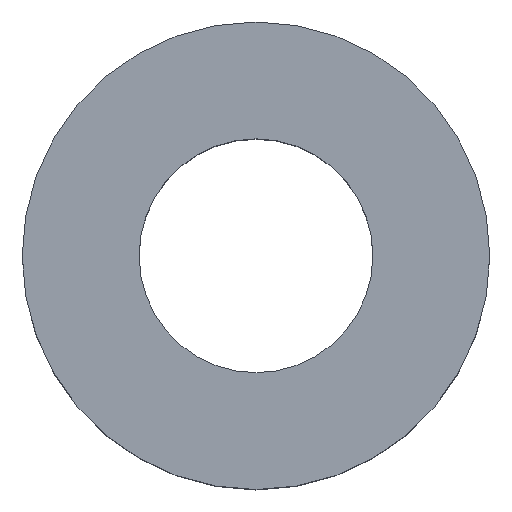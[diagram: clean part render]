
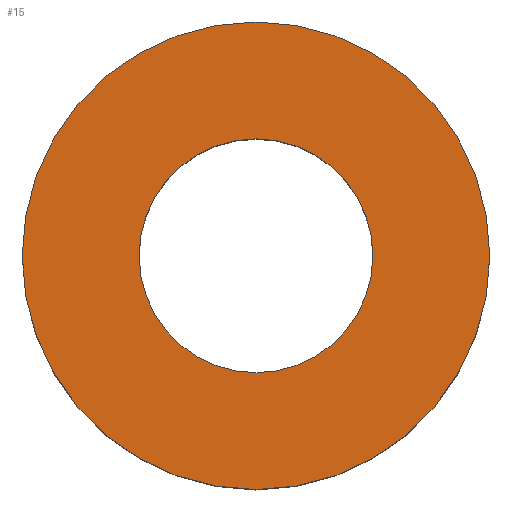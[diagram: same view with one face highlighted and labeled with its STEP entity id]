
A CAD part, top view. The second image highlights one B-rep face of the part: STEP entity #15.
In plain terms, the highlighted planar face has unit normal (0, 0, 1).
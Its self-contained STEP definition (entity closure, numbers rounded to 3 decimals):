
#1 = DIRECTION ( 'NONE',  ( 1., 0., 0. ) ) ;
#15 = ADVANCED_FACE ( 'NONE', ( #148, #146 ), #192, .T. ) ;
#23 = AXIS2_PLACEMENT_3D ( 'NONE', #201, #74, #45 ) ;
#24 = EDGE_CURVE ( 'NONE', #165, #196, #141, .T. ) ;
#25 = CARTESIAN_POINT ( 'NONE',  ( -1.75, 0., 3.5 ) ) ;
#26 = AXIS2_PLACEMENT_3D ( 'NONE', #203, #240, #37 ) ;
#31 = CARTESIAN_POINT ( 'NONE',  ( 1.75, 0., 3.5 ) ) ;
#33 = CARTESIAN_POINT ( 'NONE',  ( 1.75, 0., 3.5 ) ) ;
#34 = EDGE_CURVE ( 'NONE', #196, #165, #134, .T. ) ;
#37 = DIRECTION ( 'NONE',  ( 1., 0., 0. ) ) ;
#38 = AXIS2_PLACEMENT_3D ( 'NONE', #33, #66, #1 ) ;
#45 = DIRECTION ( 'NONE',  ( 1., 0., 0. ) ) ;
#46 = CARTESIAN_POINT ( 'NONE',  ( 3.5, 0., 3.5 ) ) ;
#55 = CARTESIAN_POINT ( 'NONE',  ( 0., 0., 3.5 ) ) ;
#59 = EDGE_CURVE ( 'NONE', #163, #169, #129, .T. ) ;
#66 = DIRECTION ( 'NONE',  ( 0., 0., 1. ) ) ;
#74 = DIRECTION ( 'NONE',  ( 0., 0., 1. ) ) ;
#116 = CIRCLE ( 'NONE', #244, 3.5 ) ;
#129 = CIRCLE ( 'NONE', #23, 3.5 ) ;
#134 = CIRCLE ( 'NONE', #179, 1.75 ) ;
#141 = CIRCLE ( 'NONE', #26, 1.75 ) ;
#146 = FACE_BOUND ( 'NONE', #245, .T. ) ;
#148 = FACE_OUTER_BOUND ( 'NONE', #162, .T. ) ;
#155 = ORIENTED_EDGE ( 'NONE', *, *, #34, .F. ) ;
#157 = ORIENTED_EDGE ( 'NONE', *, *, #193, .T. ) ;
#158 = ORIENTED_EDGE ( 'NONE', *, *, #59, .T. ) ;
#162 = EDGE_LOOP ( 'NONE', ( #157, #158 ) ) ;
#163 = VERTEX_POINT ( 'NONE', #246 ) ;
#165 = VERTEX_POINT ( 'NONE', #31 ) ;
#169 = VERTEX_POINT ( 'NONE', #46 ) ;
#179 = AXIS2_PLACEMENT_3D ( 'NONE', #55, #215, #237 ) ;
#184 = DIRECTION ( 'NONE',  ( 1., 0., 0. ) ) ;
#192 = PLANE ( 'NONE',  #38 ) ;
#193 = EDGE_CURVE ( 'NONE', #169, #163, #116, .T. ) ;
#196 = VERTEX_POINT ( 'NONE', #25 ) ;
#201 = CARTESIAN_POINT ( 'NONE',  ( 0., 0., 3.5 ) ) ;
#203 = CARTESIAN_POINT ( 'NONE',  ( 0., 0., 3.5 ) ) ;
#215 = DIRECTION ( 'NONE',  ( 0., 0., 1. ) ) ;
#226 = DIRECTION ( 'NONE',  ( 0., 0., 1. ) ) ;
#235 = CARTESIAN_POINT ( 'NONE',  ( 0., 0., 3.5 ) ) ;
#236 = ORIENTED_EDGE ( 'NONE', *, *, #24, .F. ) ;
#237 = DIRECTION ( 'NONE',  ( 1., 0., 0. ) ) ;
#240 = DIRECTION ( 'NONE',  ( 0., 0., 1. ) ) ;
#244 = AXIS2_PLACEMENT_3D ( 'NONE', #235, #226, #184 ) ;
#245 = EDGE_LOOP ( 'NONE', ( #236, #155 ) ) ;
#246 = CARTESIAN_POINT ( 'NONE',  ( -3.5, 0., 3.5 ) ) ;
